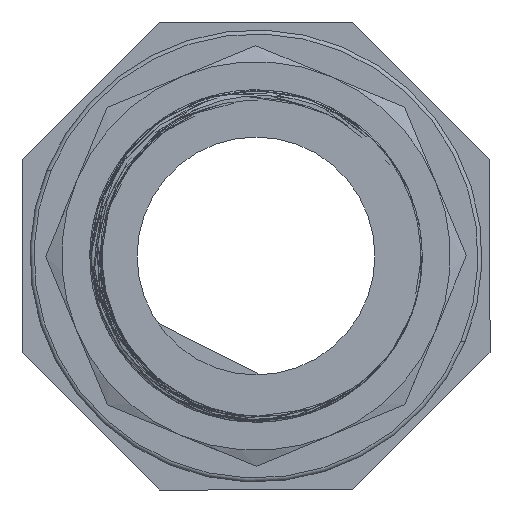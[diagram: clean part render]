
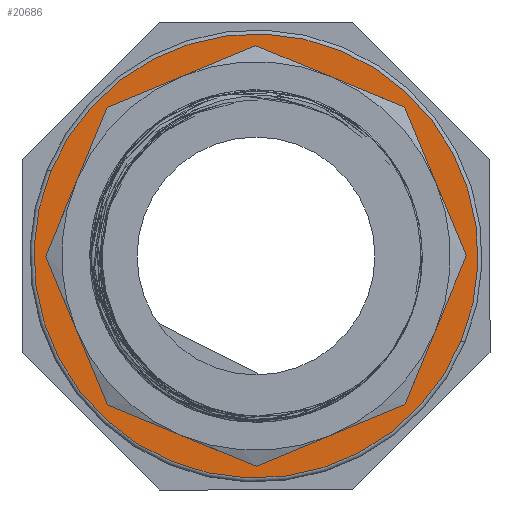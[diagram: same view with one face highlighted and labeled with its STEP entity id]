
A CAD part, left-side view. The second image highlights one B-rep face of the part: STEP entity #20686.
In plain terms, the highlighted face is planar.
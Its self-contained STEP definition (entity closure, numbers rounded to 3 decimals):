
#3 = VECTOR ( 'NONE', #10497, 1000. ) ;
#47 = AXIS2_PLACEMENT_3D ( 'NONE', #12603, #12620, #12622 ) ;
#56 = VECTOR ( 'NONE', #10407, 1000. ) ;
#94 = CIRCLE ( 'NONE', #122, 28. ) ;
#101 = AXIS2_PLACEMENT_3D ( 'NONE', #19587, #19588, #19589 ) ;
#106 = VECTOR ( 'NONE', #10425, 1000. ) ;
#108 = VECTOR ( 'NONE', #10461, 1000. ) ;
#110 = VECTOR ( 'NONE', #10479, 1000. ) ;
#122 = AXIS2_PLACEMENT_3D ( 'NONE', #10676, #10677, #10678 ) ;
#170 = VECTOR ( 'NONE', #10539, 1000. ) ;
#177 = CIRCLE ( 'NONE', #101, 28. ) ;
#183 = VECTOR ( 'NONE', #10520, 1000. ) ;
#187 = VECTOR ( 'NONE', #10443, 1000. ) ;
#3639 = CARTESIAN_POINT ( 'NONE',  ( 4., 0., -28. ) ) ;
#7609 = CARTESIAN_POINT ( 'NONE',  ( 4., 24.5, 10.148 ) ) ;
#7614 = CARTESIAN_POINT ( 'NONE',  ( 4., 24.5, -10.148 ) ) ;
#7637 = CARTESIAN_POINT ( 'NONE',  ( 4., 10.148, -24.5 ) ) ;
#7646 = CARTESIAN_POINT ( 'NONE',  ( 4., -10.148, 24.5 ) ) ;
#10388 = LINE ( 'NONE', #10406, #56 ) ;
#10406 = CARTESIAN_POINT ( 'NONE',  ( 4., 24.5, 10.148 ) ) ;
#10407 = DIRECTION ( 'NONE',  ( 0., -0.707, 0.707 ) ) ;
#10419 = LINE ( 'NONE', #10424, #106 ) ;
#10424 = CARTESIAN_POINT ( 'NONE',  ( 4., 10.148, 24.5 ) ) ;
#10425 = DIRECTION ( 'NONE',  ( 0., -1., 0. ) ) ;
#10441 = LINE ( 'NONE', #10442, #187 ) ;
#10442 = CARTESIAN_POINT ( 'NONE',  ( 4., -10.148, 24.5 ) ) ;
#10443 = DIRECTION ( 'NONE',  ( 0., -0.707, -0.707 ) ) ;
#10459 = LINE ( 'NONE', #10460, #108 ) ;
#10460 = CARTESIAN_POINT ( 'NONE',  ( 4., -24.5, 10.148 ) ) ;
#10461 = DIRECTION ( 'NONE',  ( 0., 0., -1. ) ) ;
#10473 = LINE ( 'NONE', #10478, #110 ) ;
#10478 = CARTESIAN_POINT ( 'NONE',  ( 4., -24.5, -10.148 ) ) ;
#10479 = DIRECTION ( 'NONE',  ( 0., 0.707, -0.707 ) ) ;
#10490 = LINE ( 'NONE', #10496, #3 ) ;
#10496 = CARTESIAN_POINT ( 'NONE',  ( 4., -10.148, -24.5 ) ) ;
#10497 = DIRECTION ( 'NONE',  ( 0., 1., 0. ) ) ;
#10518 = LINE ( 'NONE', #10519, #183 ) ;
#10519 = CARTESIAN_POINT ( 'NONE',  ( 4., 10.148, -24.5 ) ) ;
#10520 = DIRECTION ( 'NONE',  ( 0., 0.707, 0.707 ) ) ;
#10533 = LINE ( 'NONE', #10538, #170 ) ;
#10538 = CARTESIAN_POINT ( 'NONE',  ( 4., 24.5, -10.148 ) ) ;
#10539 = DIRECTION ( 'NONE',  ( 0., 0., 1. ) ) ;
#10676 = CARTESIAN_POINT ( 'NONE',  ( 4., 0., 0. ) ) ;
#10677 = DIRECTION ( 'NONE',  ( 1., 0., 0. ) ) ;
#10678 = DIRECTION ( 'NONE',  ( 0., 0., -1. ) ) ;
#10934 = EDGE_LOOP ( 'NONE', ( #11033, #11034, #11035, #11036, #11037, #11038, #11039, #11040 ) ) ;
#11031 = ORIENTED_EDGE ( 'NONE', *, *, #20692, .T. ) ;
#11032 = ORIENTED_EDGE ( 'NONE', *, *, #20797, .T. ) ;
#11033 = ORIENTED_EDGE ( 'NONE', *, *, #20776, .F. ) ;
#11034 = ORIENTED_EDGE ( 'NONE', *, *, #20772, .F. ) ;
#11035 = ORIENTED_EDGE ( 'NONE', *, *, #20768, .F. ) ;
#11036 = ORIENTED_EDGE ( 'NONE', *, *, #20764, .F. ) ;
#11037 = ORIENTED_EDGE ( 'NONE', *, *, #20760, .F. ) ;
#11038 = ORIENTED_EDGE ( 'NONE', *, *, #20756, .F. ) ;
#11039 = ORIENTED_EDGE ( 'NONE', *, *, #20785, .F. ) ;
#11040 = ORIENTED_EDGE ( 'NONE', *, *, #20781, .F. ) ;
#12603 = CARTESIAN_POINT ( 'NONE',  ( 4., 26.519, 0. ) ) ;
#12611 = FACE_OUTER_BOUND ( 'NONE', #19942, .T. ) ;
#12614 = FACE_BOUND ( 'NONE', #10934, .T. ) ;
#12616 = PLANE ( 'NONE',  #47 ) ;
#12620 = DIRECTION ( 'NONE',  ( 1., 0., 0. ) ) ;
#12622 = DIRECTION ( 'NONE',  ( 0., 0., -1. ) ) ;
#17920 = CARTESIAN_POINT ( 'NONE',  ( 4., -10.148, -24.5 ) ) ;
#17989 = CARTESIAN_POINT ( 'NONE',  ( 4., -24.5, 10.148 ) ) ;
#17995 = CARTESIAN_POINT ( 'NONE',  ( 4., 10.148, 24.5 ) ) ;
#18310 = CARTESIAN_POINT ( 'NONE',  ( 4., 0., 28. ) ) ;
#18312 = CARTESIAN_POINT ( 'NONE',  ( 4., -24.5, -10.148 ) ) ;
#19587 = CARTESIAN_POINT ( 'NONE',  ( 4., 0., 0. ) ) ;
#19588 = DIRECTION ( 'NONE',  ( 1., 0., 0. ) ) ;
#19589 = DIRECTION ( 'NONE',  ( 0., 0., -1. ) ) ;
#19869 = VERTEX_POINT ( 'NONE', #7614 ) ;
#19875 = VERTEX_POINT ( 'NONE', #7609 ) ;
#19896 = VERTEX_POINT ( 'NONE', #7637 ) ;
#19905 = VERTEX_POINT ( 'NONE', #7646 ) ;
#19942 = EDGE_LOOP ( 'NONE', ( #11031, #11032 ) ) ;
#20686 = ADVANCED_FACE ( 'NONE', ( #12611, #12614 ), #12616, .T. ) ;
#20692 = EDGE_CURVE ( 'NONE', #20867, #21473, #177, .T. ) ;
#20756 = EDGE_CURVE ( 'NONE', #19875, #20917, #10388, .T. ) ;
#20760 = EDGE_CURVE ( 'NONE', #20917, #19905, #10419, .T. ) ;
#20764 = EDGE_CURVE ( 'NONE', #19905, #20915, #10441, .T. ) ;
#20768 = EDGE_CURVE ( 'NONE', #20915, #21476, #10459, .T. ) ;
#20772 = EDGE_CURVE ( 'NONE', #21476, #20885, #10473, .T. ) ;
#20776 = EDGE_CURVE ( 'NONE', #20885, #19896, #10490, .T. ) ;
#20781 = EDGE_CURVE ( 'NONE', #19896, #19869, #10518, .T. ) ;
#20785 = EDGE_CURVE ( 'NONE', #19869, #19875, #10533, .T. ) ;
#20797 = EDGE_CURVE ( 'NONE', #21473, #20867, #94, .T. ) ;
#20867 = VERTEX_POINT ( 'NONE', #3639 ) ;
#20885 = VERTEX_POINT ( 'NONE', #17920 ) ;
#20915 = VERTEX_POINT ( 'NONE', #17989 ) ;
#20917 = VERTEX_POINT ( 'NONE', #17995 ) ;
#21473 = VERTEX_POINT ( 'NONE', #18310 ) ;
#21476 = VERTEX_POINT ( 'NONE', #18312 ) ;
